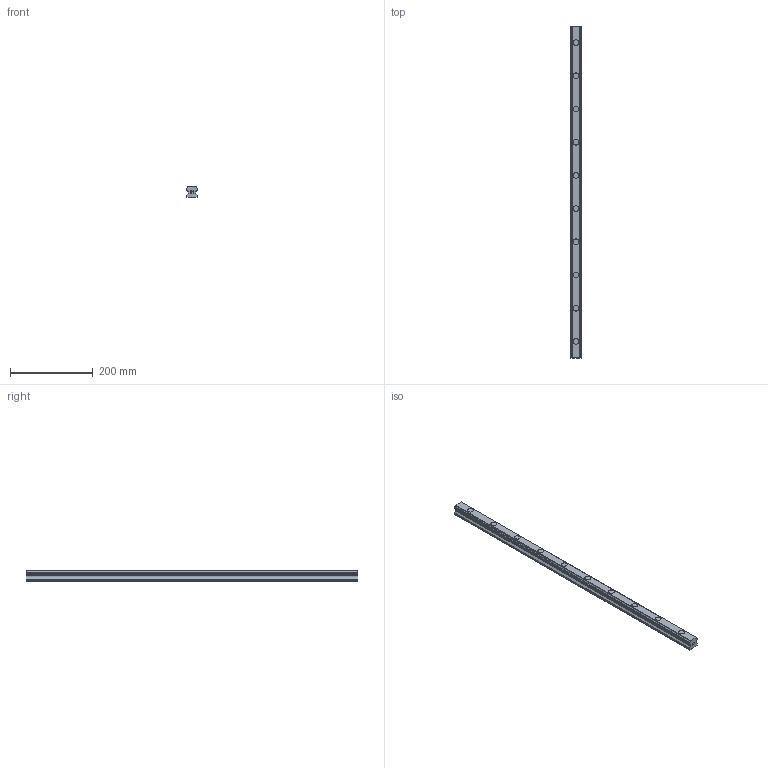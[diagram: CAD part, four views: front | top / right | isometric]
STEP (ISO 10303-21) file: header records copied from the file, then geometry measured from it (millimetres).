
FILE_DESCRIPTION(('STEP AP214'),'1');
FILE_NAME('cctmp_7A0E4E1F-B3B3-4D91-A9BA-5C69BC7AFD3A_2020_6_24_14_12_54_949..stp','2020-06-24T12:12:55',('HIWIN GmbH'),('CADClick - www.CADClick.com'),'Spatial InterOp 3D',' ','unknown authorization');
FILE_SCHEMA(('AUTOMOTIVE_DESIGN'));
Length unit declared in the file: millimetre
Products named in the file (1): HGR30R800H_FILE
Bounding box: 28 x 800 x 26 mm (x, y, z)
Volume: 465457.5 mm3; surface area: 100023.5 mm2
Topology: 1 solids, 1 shells, 205 faces, 507 edges, 338 vertices
Faces by surface type: plane 123, cylinder 82
Entity records: 7769 total; most frequent: DIRECTION 1083, CARTESIAN_POINT 1051, ORIENTED_EDGE 1014, EDGE_CURVE 507, AXIS2_PLACEMENT_3D 370, LINE 343, VECTOR 343, VERTEX_POINT 338
